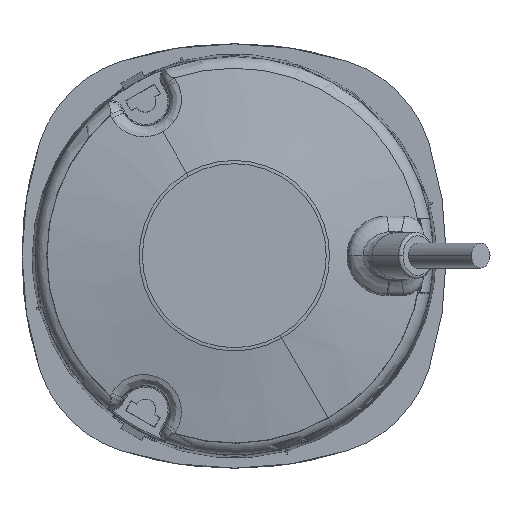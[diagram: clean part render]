
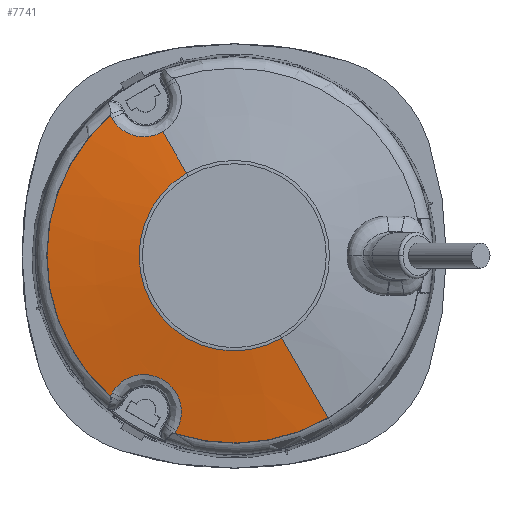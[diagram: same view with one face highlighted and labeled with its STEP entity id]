
A CAD part, top view. The second image highlights one B-rep face of the part: STEP entity #7741.
In plain terms, the highlighted conical face has half-angle 80 degrees and reference radius 22.638 mm.
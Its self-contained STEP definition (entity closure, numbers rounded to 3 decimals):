
#1931=DIRECTION('',(-0.492,0.853,0.174));
#1932=VECTOR('',#1931,14.987);
#1933=CARTESIAN_POINT('',(15.019,-25.98,17.852));
#1934=LINE('',#1933,#1932);
#1935=CARTESIAN_POINT('',(-9.255,-27.936,
17.952));
#1936=CARTESIAN_POINT('',(-9.288,-27.992,
17.941));
#1937=CARTESIAN_POINT('',(-9.354,-28.103,
17.919));
#1938=CARTESIAN_POINT('',(-9.451,-28.271,
17.886));
#1939=CARTESIAN_POINT('',(-9.517,-28.383,
17.863));
#1940=CARTESIAN_POINT('',(-9.55,-28.439,
17.852));
#1942=CARTESIAN_POINT('',(-19.566,-21.984,
17.952));
#1943=CARTESIAN_POINT('',(-19.374,-21.646,
18.019));
#1944=CARTESIAN_POINT('',(-19.042,-21.178,
18.12));
#1945=CARTESIAN_POINT('',(-18.513,-20.625,
18.255));
#1946=CARTESIAN_POINT('',(-17.923,-20.12,
18.39));
#1947=CARTESIAN_POINT('',(-17.114,-19.613,
18.552));
#1948=CARTESIAN_POINT('',(-16.014,-19.197,
18.734));
#1949=CARTESIAN_POINT('',(-15.063,-19.04,
18.861));
#1950=CARTESIAN_POINT('',(-14.272,-19.028,
18.948));
#1951=CARTESIAN_POINT('',(-13.688,-19.077,
19.002));
#1952=CARTESIAN_POINT('',(-13.11,-19.182,
19.045));
#1953=CARTESIAN_POINT('',(-12.538,-19.346,
19.077));
#1954=CARTESIAN_POINT('',(-11.984,-19.565,
19.097));
#1955=CARTESIAN_POINT('',(-11.459,-19.834,
19.103));
#1956=CARTESIAN_POINT('',(-10.96,-20.155,
19.097));
#1957=CARTESIAN_POINT('',(-10.333,-20.651,
19.071));
#1958=CARTESIAN_POINT('',(-9.797,-21.22,
19.021));
#1959=CARTESIAN_POINT('',(-9.344,-21.871,
18.948));
#1960=CARTESIAN_POINT('',(-9.059,-22.383,
18.884));
#1961=CARTESIAN_POINT('',(-8.826,-22.916,
18.812));
#1962=CARTESIAN_POINT('',(-8.646,-23.473,
18.731));
#1963=CARTESIAN_POINT('',(-8.523,-24.043,
18.644));
#1964=CARTESIAN_POINT('',(-8.458,-24.615,
18.552));
#1965=CARTESIAN_POINT('',(-8.449,-25.192,
18.456));
#1966=CARTESIAN_POINT('',(-8.515,-25.966,
18.323));
#1967=CARTESIAN_POINT('',(-8.735,-26.893,
18.156));
#1968=CARTESIAN_POINT('',(-9.06,-27.602,
18.019));
#1969=CARTESIAN_POINT('',(-9.255,-27.936,
17.952));
#1971=CARTESIAN_POINT('',(-19.854,-22.49,
17.852));
#1972=CARTESIAN_POINT('',(-19.821,-22.434,
17.863));
#1973=CARTESIAN_POINT('',(-19.758,-22.32,
17.886));
#1974=CARTESIAN_POINT('',(-19.661,-22.152,
17.919));
#1975=CARTESIAN_POINT('',(-19.597,-22.04,
17.941));
#1976=CARTESIAN_POINT('',(-19.566,-21.984,
17.952));
#1978=CARTESIAN_POINT('',(0.01,0.016,
17.852));
#1979=DIRECTION('',(0.,0.,1.));
#1980=DIRECTION('',(-0.662,0.75,0.));
#1981=AXIS2_PLACEMENT_3D('',#1978,#1979,#1980);
#1983=CARTESIAN_POINT('',(-19.566,22.016,17.952));
#1984=CARTESIAN_POINT('',(-19.597,22.072,17.941));
#1985=CARTESIAN_POINT('',(-19.661,22.185,17.919));
#1986=CARTESIAN_POINT('',(-19.758,22.353,17.886));
#1987=CARTESIAN_POINT('',(-19.821,22.466,17.863));
#1988=CARTESIAN_POINT('',(-19.854,22.523,17.852));
#1990=CARTESIAN_POINT('',(-11.458,19.879,19.101));
#1991=CARTESIAN_POINT('',(-11.627,19.781,19.101));
#1992=CARTESIAN_POINT('',(-11.977,19.601,19.097));
#1993=CARTESIAN_POINT('',(-12.717,19.307,19.071));
#1994=CARTESIAN_POINT('',(-13.478,19.128,19.021));
#1995=CARTESIAN_POINT('',(-14.269,19.061,18.948));
#1996=CARTESIAN_POINT('',(-14.854,19.069,18.884));
#1997=CARTESIAN_POINT('',(-15.433,19.135,18.812));
#1998=CARTESIAN_POINT('',(-16.005,19.258,18.731));
#1999=CARTESIAN_POINT('',(-16.56,19.436,18.644));
#2000=CARTESIAN_POINT('',(-17.088,19.665,18.552));
#2001=CARTESIAN_POINT('',(-17.592,19.946,18.456));
#2002=CARTESIAN_POINT('',(-18.23,20.39,18.323));
#2003=CARTESIAN_POINT('',(-18.923,21.044,18.156));
#2004=CARTESIAN_POINT('',(-19.375,21.68,18.019));
#2005=CARTESIAN_POINT('',(-19.566,22.016,17.952));
#2007=DIRECTION('',(-0.492,0.853,-0.174));
#2008=VECTOR('',#2007,7.795);
#2009=CARTESIAN_POINT('',(-7.62,13.231,20.454));
#2010=LINE('',#2009,#2008);
#2459=CARTESIAN_POINT('',(-19.854,-22.49,
17.852));
#2476=CARTESIAN_POINT('',(-19.854,22.523,17.852));
#3551=CARTESIAN_POINT('',(0.01,0.016,
17.852));
#3552=DIRECTION('',(0.,0.,-1.));
#3553=DIRECTION('',(0.5,-0.866,0.));
#3554=AXIS2_PLACEMENT_3D('',#3551,#3552,#3553);
#4037=CARTESIAN_POINT('',(0.01,0.016,
20.454));
#4038=DIRECTION('',(0.,0.,1.));
#4039=DIRECTION('',(-0.5,0.866,0.));
#4040=AXIS2_PLACEMENT_3D('',#4037,#4038,#4039);
#4821=VERTEX_POINT('',#2459);
#4825=VERTEX_POINT('',#2476);
#4872=CARTESIAN_POINT('',(7.639,-13.198,20.454));
#4873=CARTESIAN_POINT('',(-7.62,13.231,20.454));
#4874=VERTEX_POINT('',#4872);
#4875=VERTEX_POINT('',#4873);
#4876=CARTESIAN_POINT('',(-11.458,19.879,19.101));
#4877=VERTEX_POINT('',#4876);
#4879=CARTESIAN_POINT('',(15.019,-25.98,17.852));
#4880=VERTEX_POINT('',#4879);
#4885=CARTESIAN_POINT('',(-9.55,-28.439,
17.852));
#4886=VERTEX_POINT('',#4885);
#4887=VERTEX_POINT('',#1935);
#4888=VERTEX_POINT('',#1942);
#4889=VERTEX_POINT('',#1983);
#7715=CARTESIAN_POINT('',(0.01,0.016,
19.153));
#7716=DIRECTION('',(0.,0.,-1.));
#7717=DIRECTION('',(0.5,-0.866,0.));
#7718=AXIS2_PLACEMENT_3D('',#7715,#7716,#7717);
#7719=CONICAL_SURFACE('',#7718,22.638,80.);
#7721=ORIENTED_EDGE('',*,*,#7720,.F.);
#7723=ORIENTED_EDGE('',*,*,#7722,.T.);
#7725=ORIENTED_EDGE('',*,*,#7724,.F.);
#7727=ORIENTED_EDGE('',*,*,#7726,.F.);
#7728=ORIENTED_EDGE('',*,*,#7703,.F.);
#7730=ORIENTED_EDGE('',*,*,#7729,.F.);
#7732=ORIENTED_EDGE('',*,*,#7731,.F.);
#7734=ORIENTED_EDGE('',*,*,#7733,.F.);
#7736=ORIENTED_EDGE('',*,*,#7735,.F.);
#7738=ORIENTED_EDGE('',*,*,#7737,.T.);
#7739=EDGE_LOOP('',(#7721,#7723,#7725,#7727,#7728,#7730,#7732,#7734,#7736,
#7738));
#7740=FACE_OUTER_BOUND('',#7739,.F.);
#7741=ADVANCED_FACE('',(#7740),#7719,.T.);
#1941=B_SPLINE_CURVE_WITH_KNOTS('',3,(#1935,#1936,#1937,#1938,#1939,#1940),
.UNSPECIFIED.,.F.,.F.,(4,1,1,4),(0.,0.333,0.667,1.),
.UNSPECIFIED.);
#1970=B_SPLINE_CURVE_WITH_KNOTS('',3,(#1942,#1943,#1944,#1945,#1946,#1947,#1948,
#1949,#1950,#1951,#1952,#1953,#1954,#1955,#1956,#1957,#1958,#1959,#1960,#1961,
#1962,#1963,#1964,#1965,#1966,#1967,#1968,#1969),.UNSPECIFIED.,.F.,.F.,(4,1,1,1,
1,1,1,1,1,1,1,1,1,1,1,1,1,1,1,1,1,1,1,1,1,4),(0.,0.063,0.094,
0.125,0.187,0.25,0.312,0.344,
0.375,0.406,0.437,0.469,
0.5,0.531,0.562,0.625,0.656,
0.687,0.719,0.75,0.781,0.812,
0.844,0.875,0.937,1.),.UNSPECIFIED.);
#1977=B_SPLINE_CURVE_WITH_KNOTS('',3,(#1971,#1972,#1973,#1974,#1975,#1976),
.UNSPECIFIED.,.F.,.F.,(4,1,1,4),(0.,0.333,0.667,1.),
.UNSPECIFIED.);
#1982=CIRCLE('',#1981,30.018);
#1989=B_SPLINE_CURVE_WITH_KNOTS('',3,(#1983,#1984,#1985,#1986,#1987,#1988),
.UNSPECIFIED.,.F.,.F.,(4,1,1,4),(0.,0.333,0.667,1.),
.UNSPECIFIED.);
#2006=B_SPLINE_CURVE_WITH_KNOTS('',3,(#1990,#1991,#1992,#1993,#1994,#1995,#1996,
#1997,#1998,#1999,#2000,#2001,#2002,#2003,#2004,#2005),.UNSPECIFIED.,.F.,.F.,(4,
1,1,1,1,1,1,1,1,1,1,1,1,4),(0.,0.062,0.124,
0.25,0.312,0.375,0.437,
0.5,0.562,0.625,0.687,
0.75,0.875,1.),.UNSPECIFIED.);
#3555=CIRCLE('',#3554,30.018);
#4041=CIRCLE('',#4040,15.258);
#7703=EDGE_CURVE('',#4821,#4888,#1977,.T.);
#7720=EDGE_CURVE('',#4880,#4874,#1934,.T.);
#7722=EDGE_CURVE('',#4880,#4886,#3555,.T.);
#7724=EDGE_CURVE('',#4887,#4886,#1941,.T.);
#7726=EDGE_CURVE('',#4888,#4887,#1970,.T.);
#7729=EDGE_CURVE('',#4825,#4821,#1982,.T.);
#7731=EDGE_CURVE('',#4889,#4825,#1989,.T.);
#7733=EDGE_CURVE('',#4877,#4889,#2006,.T.);
#7735=EDGE_CURVE('',#4875,#4877,#2010,.T.);
#7737=EDGE_CURVE('',#4875,#4874,#4041,.T.);
